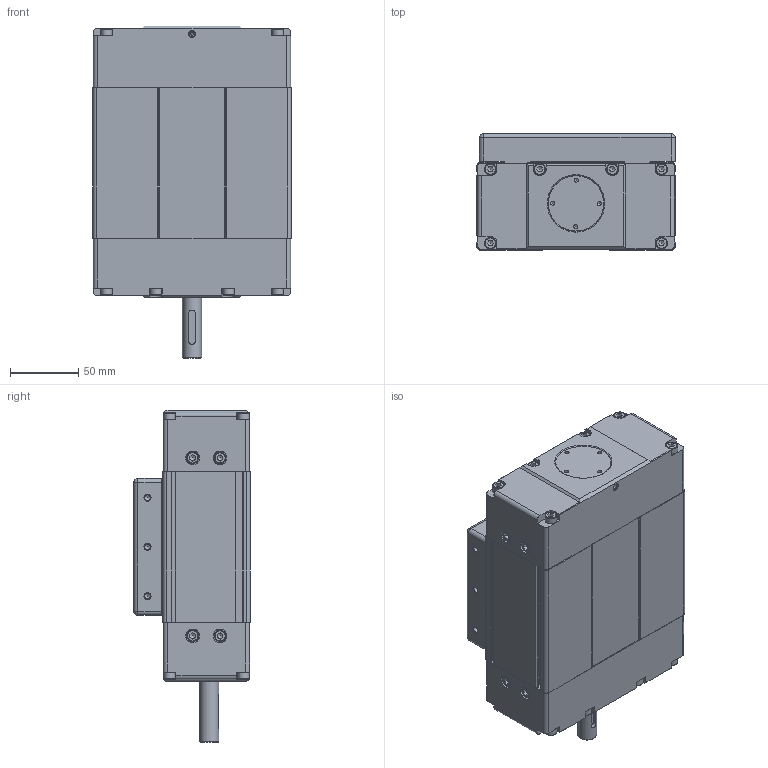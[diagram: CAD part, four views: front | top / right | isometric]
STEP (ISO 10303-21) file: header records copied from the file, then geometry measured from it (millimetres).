
FILE_DESCRIPTION((''),'2;1');
FILE_NAME('CTV 145 S 1 ASM.stp','2010-10-11T14:04:52',('user'),(''),'Autodesk Inventor 2011','Autodesk Inventor 2011','');
FILE_SCHEMA(('AUTOMOTIVE_DESIGN { 1 0 10303 214 1 1 1 1 }'));
Length unit declared in the file: millimetre
Products named in the file (6): CTV 145 S 1 ASM; CTV 145 S 1; PROFIL CTV 145 S; PLOŠČA VOZIČKA CTV 145 S; SPREDNJI POKROV CTV 145; ZADNJI POKROV CTV 145
Assembly tree (5 placements, depth 3):
  CTV 145 S 1 ASM
    CTV 145 S 1
      PROFIL CTV 145 S
      PLOŠČA VOZIČKA CTV 145 S
      SPREDNJI POKROV CTV 145
      ZADNJI POKROV CTV 145
Bounding box: 145 x 85 x 242.5 mm (x, y, z)
Volume: 2039174.6 mm3; surface area: 209683.7 mm2
Topology: 4 solids, 6 shells, 637 faces, 1640 edges, 1059 vertices
Faces by surface type: plane 341, cylinder 185, cone 84, torus 23, sphere 4
Full cylindrical faces by diameter (mm): 1.7 x2, 3 x4, 4.134 x8, 4.917 x4, 6 x2, 6.5 x4, 6.6 x2, 6.647 x7, 7.1 x4, 8.5 x20, 9 x4, 10 x14, 11 x4, 14 x1, 16.2 x1, 17 x2, 24.36 x1, 32.64 x1, 40 x1, 48 x1
Entity records: 18348 total; most frequent: CARTESIAN_POINT 3386, DIRECTION 2942, ORIENTED_EDGE 2724, EDGE_CURVE 1362, AXIS2_PLACEMENT_3D 1070, VERTEX_POINT 980, EDGE_LOOP 896, VECTOR 802
